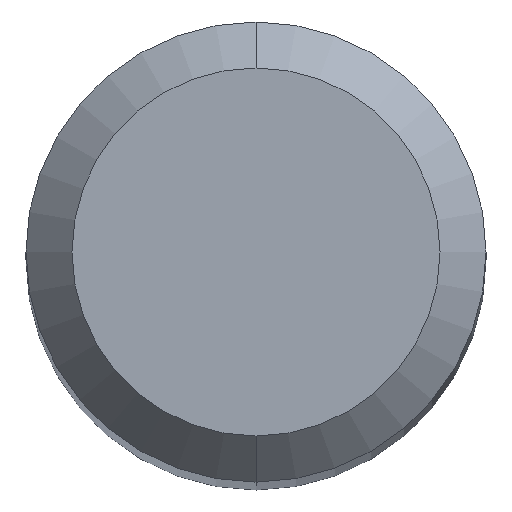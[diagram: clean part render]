
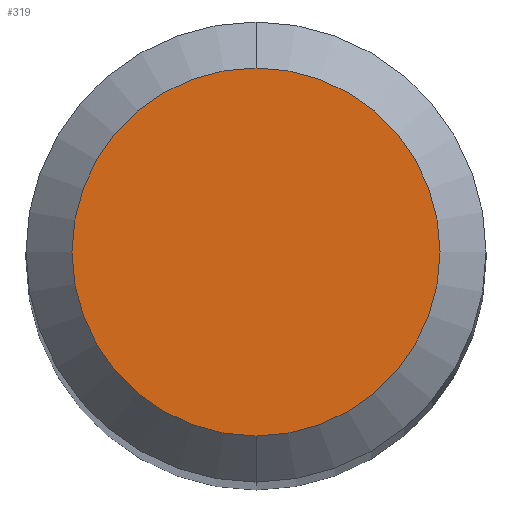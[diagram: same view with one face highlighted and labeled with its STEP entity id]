
A CAD part, top view. The second image highlights one B-rep face of the part: STEP entity #319.
In plain terms, the highlighted planar face has unit normal (0, 0, 1).
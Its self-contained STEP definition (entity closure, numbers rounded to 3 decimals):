
#213=EDGE_CURVE('',#341,#439,#526,.T.);
#319=ADVANCED_FACE('',(#646),#647,.T.);
#341=VERTEX_POINT('',#669);
#385=EDGE_CURVE('',#439,#341,#714,.T.);
#439=VERTEX_POINT('',#771);
#526=CIRCLE('',#899,1.2);
#646=FACE_OUTER_BOUND('',#1166,.T.);
#647=PLANE('',#1167);
#669=CARTESIAN_POINT('',(0.0,1.2,0.0));
#714=CIRCLE('',#1283,1.2);
#771=CARTESIAN_POINT('',(0.,-1.2,0.0));
#899=AXIS2_PLACEMENT_3D('',#1501,#1502,#1503);
#1166=EDGE_LOOP('',(#1658,#1659));
#1167=AXIS2_PLACEMENT_3D('',#1660,#1661,#1662);
#1283=AXIS2_PLACEMENT_3D('',#1698,#1699,#1700);
#1501=CARTESIAN_POINT('',(0.0,0.0,0.0));
#1502=DIRECTION('',(0.0,0.0,-1.0));
#1503=DIRECTION('',(0.0,1.0,0.0));
#1658=ORIENTED_EDGE('',*,*,#213,.F.);
#1659=ORIENTED_EDGE('',*,*,#385,.F.);
#1660=CARTESIAN_POINT('',(0.0,0.6,0.0));
#1661=DIRECTION('',(-0.0,0.0,1.0));
#1662=DIRECTION('',(0.0,-1.0,0.0));
#1698=CARTESIAN_POINT('',(0.0,0.0,0.0));
#1699=DIRECTION('',(0.0,0.0,-1.0));
#1700=DIRECTION('',(0.0,1.0,0.0));
